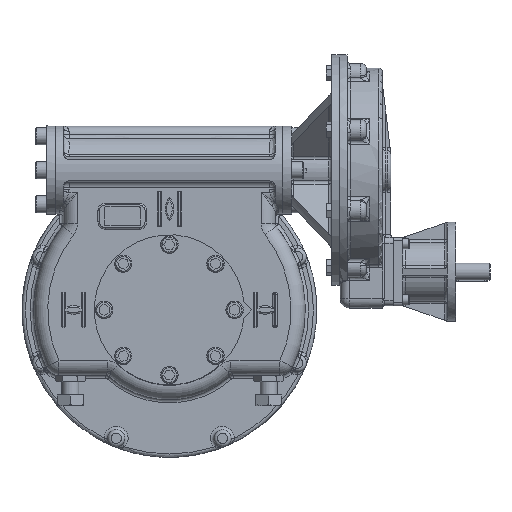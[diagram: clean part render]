
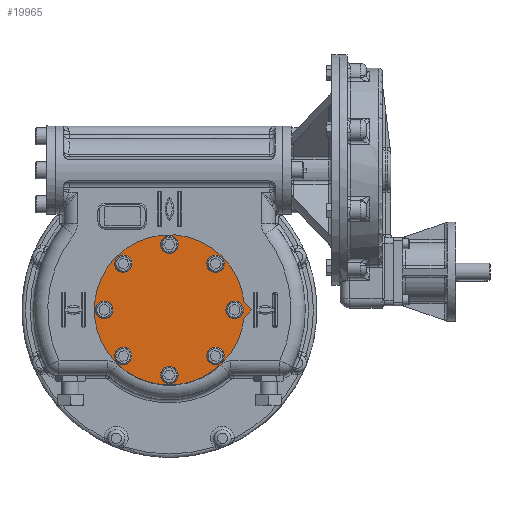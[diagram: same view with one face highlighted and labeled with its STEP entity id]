
A CAD part, top view. The second image highlights one B-rep face of the part: STEP entity #19965.
In plain terms, the highlighted planar face has unit normal (0, 0, 1).
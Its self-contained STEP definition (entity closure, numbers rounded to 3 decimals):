
#1602=CIRCLE('',#23247,132.5);
#1611=CIRCLE('',#23260,10.5);
#1612=CIRCLE('',#23261,10.5);
#1613=CIRCLE('',#23262,10.5);
#1614=CIRCLE('',#23263,10.5);
#1615=CIRCLE('',#23264,10.5);
#1616=CIRCLE('',#23265,10.5);
#1617=CIRCLE('',#23266,10.5);
#1618=CIRCLE('',#23267,10.5);
#2958=LINE('',#51514,#4077);
#2961=LINE('',#51519,#4080);
#4077=VECTOR('',#28151,1000.);
#4080=VECTOR('',#28156,1000.);
#8366=ORIENTED_EDGE('',*,*,#12077,.F.);
#8367=ORIENTED_EDGE('',*,*,#12078,.F.);
#8368=ORIENTED_EDGE('',*,*,#12079,.F.);
#8369=ORIENTED_EDGE('',*,*,#12080,.F.);
#8370=ORIENTED_EDGE('',*,*,#12081,.F.);
#8371=ORIENTED_EDGE('',*,*,#12082,.F.);
#8372=ORIENTED_EDGE('',*,*,#12083,.F.);
#8373=ORIENTED_EDGE('',*,*,#12084,.F.);
#8374=ORIENTED_EDGE('',*,*,#12062,.F.);
#8375=ORIENTED_EDGE('',*,*,#12068,.F.);
#8376=ORIENTED_EDGE('',*,*,#12065,.F.);
#12062=EDGE_CURVE('',#14370,#14371,#1602,.T.);
#12065=EDGE_CURVE('',#14371,#14373,#2958,.T.);
#12068=EDGE_CURVE('',#14373,#14370,#2961,.T.);
#12077=EDGE_CURVE('',#14382,#14382,#1611,.T.);
#12078=EDGE_CURVE('',#14383,#14383,#1612,.T.);
#12079=EDGE_CURVE('',#14384,#14384,#1613,.T.);
#12080=EDGE_CURVE('',#14385,#14385,#1614,.T.);
#12081=EDGE_CURVE('',#14386,#14386,#1615,.T.);
#12082=EDGE_CURVE('',#14387,#14387,#1616,.T.);
#12083=EDGE_CURVE('',#14388,#14388,#1617,.T.);
#12084=EDGE_CURVE('',#14389,#14389,#1618,.T.);
#14370=VERTEX_POINT('',#51507);
#14371=VERTEX_POINT('',#51509);
#14373=VERTEX_POINT('',#51515);
#14382=VERTEX_POINT('',#51539);
#14383=VERTEX_POINT('',#51541);
#14384=VERTEX_POINT('',#51543);
#14385=VERTEX_POINT('',#51545);
#14386=VERTEX_POINT('',#51547);
#14387=VERTEX_POINT('',#51549);
#14388=VERTEX_POINT('',#51551);
#14389=VERTEX_POINT('',#51553);
#16736=EDGE_LOOP('',(#8366));
#16737=EDGE_LOOP('',(#8367));
#16738=EDGE_LOOP('',(#8368));
#16739=EDGE_LOOP('',(#8369));
#16740=EDGE_LOOP('',(#8370));
#16741=EDGE_LOOP('',(#8371));
#16742=EDGE_LOOP('',(#8372));
#16743=EDGE_LOOP('',(#8373));
#16744=EDGE_LOOP('',(#8374,#8375,#8376));
#18229=FACE_BOUND('',#16736,.T.);
#18230=FACE_BOUND('',#16737,.T.);
#18231=FACE_BOUND('',#16738,.T.);
#18232=FACE_BOUND('',#16739,.T.);
#18233=FACE_BOUND('',#16740,.T.);
#18234=FACE_BOUND('',#16741,.T.);
#18235=FACE_BOUND('',#16742,.T.);
#18236=FACE_BOUND('',#16743,.T.);
#18237=FACE_BOUND('',#16744,.T.);
#18980=PLANE('',#23259);
#19965=ADVANCED_FACE('',(#18229,#18230,#18231,#18232,#18233,#18234,#18235,
#18236,#18237),#18980,.F.);
#23247=AXIS2_PLACEMENT_3D('',#51508,#28145,#28146);
#23259=AXIS2_PLACEMENT_3D('',#51537,#28175,#28176);
#23260=AXIS2_PLACEMENT_3D('',#51538,#28177,#28178);
#23261=AXIS2_PLACEMENT_3D('',#51540,#28179,#28180);
#23262=AXIS2_PLACEMENT_3D('',#51542,#28181,#28182);
#23263=AXIS2_PLACEMENT_3D('',#51544,#28183,#28184);
#23264=AXIS2_PLACEMENT_3D('',#51546,#28185,#28186);
#23265=AXIS2_PLACEMENT_3D('',#51548,#28187,#28188);
#23266=AXIS2_PLACEMENT_3D('',#51550,#28189,#28190);
#23267=AXIS2_PLACEMENT_3D('',#51552,#28191,#28192);
#28145=DIRECTION('',(0.,0.,-1.));
#28146=DIRECTION('',(1.,0.,0.));
#28151=DIRECTION('',(0.707,-0.707,0.));
#28156=DIRECTION('',(-0.707,-0.707,0.));
#28175=DIRECTION('',(0.,0.,-1.));
#28176=DIRECTION('',(-1.,0.,0.));
#28177=DIRECTION('',(0.,0.,1.));
#28178=DIRECTION('',(1.,0.,0.));
#28179=DIRECTION('',(0.,0.,1.));
#28180=DIRECTION('',(0.707,-0.707,0.));
#28181=DIRECTION('',(0.,0.,1.));
#28182=DIRECTION('',(0.,-1.,0.));
#28183=DIRECTION('',(0.,0.,1.));
#28184=DIRECTION('',(-0.707,-0.707,0.));
#28185=DIRECTION('',(0.,0.,1.));
#28186=DIRECTION('',(-1.,0.,0.));
#28187=DIRECTION('',(0.,0.,1.));
#28188=DIRECTION('',(-0.707,0.707,0.));
#28189=DIRECTION('',(0.,0.,1.));
#28190=DIRECTION('',(0.,1.,0.));
#28191=DIRECTION('',(0.,0.,1.));
#28192=DIRECTION('',(0.707,0.707,0.));
#51507=CARTESIAN_POINT('',(131.845,-13.155,70.25));
#51508=CARTESIAN_POINT('',(0.,0.,70.25));
#51509=CARTESIAN_POINT('',(131.845,13.155,70.25));
#51514=CARTESIAN_POINT('',(131.845,13.155,70.25));
#51515=CARTESIAN_POINT('',(145.,0.,70.25));
#51519=CARTESIAN_POINT('',(145.,0.,70.25));
#51537=CARTESIAN_POINT('',(0.,0.,70.25));
#51538=CARTESIAN_POINT('',(0.,115.,70.25));
#51539=CARTESIAN_POINT('',(10.5,115.,70.25));
#51540=CARTESIAN_POINT('',(81.317,81.317,70.25));
#51541=CARTESIAN_POINT('',(88.742,73.893,70.25));
#51542=CARTESIAN_POINT('',(115.,0.,70.25));
#51543=CARTESIAN_POINT('',(115.,-10.5,70.25));
#51544=CARTESIAN_POINT('',(81.317,-81.317,70.25));
#51545=CARTESIAN_POINT('',(73.893,-88.742,70.25));
#51546=CARTESIAN_POINT('',(0.,-115.,70.25));
#51547=CARTESIAN_POINT('',(-10.5,-115.,70.25));
#51548=CARTESIAN_POINT('',(-81.317,-81.317,70.25));
#51549=CARTESIAN_POINT('',(-88.742,-73.893,70.25));
#51550=CARTESIAN_POINT('',(-115.,0.,70.25));
#51551=CARTESIAN_POINT('',(-115.,10.5,70.25));
#51552=CARTESIAN_POINT('',(-81.317,81.317,70.25));
#51553=CARTESIAN_POINT('',(-73.893,88.742,70.25));
